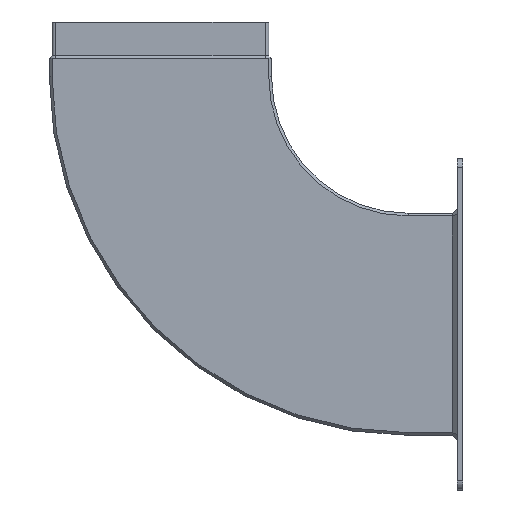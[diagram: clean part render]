
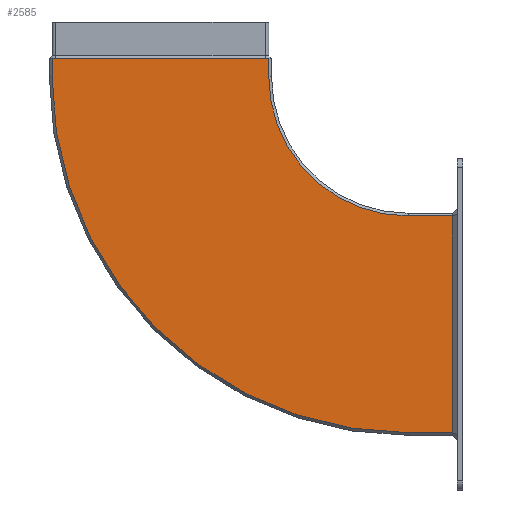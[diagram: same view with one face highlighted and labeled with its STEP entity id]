
A CAD part, left-side view. The second image highlights one B-rep face of the part: STEP entity #2585.
In plain terms, the highlighted face is planar.
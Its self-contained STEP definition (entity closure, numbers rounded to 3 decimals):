
#223=FACE_OUTER_BOUND('',#389,.T.);
#389=EDGE_LOOP('',(#2165,#2166,#2167,#2168,#2169,#2170,#2171,#2172));
#488=CIRCLE('',#2900,391.);
#490=CIRCLE('',#2906,153.);
#700=LINE('',#4235,#986);
#703=LINE('',#4241,#989);
#706=LINE('',#4247,#992);
#710=LINE('',#4259,#996);
#713=LINE('',#4265,#999);
#716=LINE('',#4269,#1002);
#986=VECTOR('',#3489,10.);
#989=VECTOR('',#3494,10.);
#992=VECTOR('',#3499,10.);
#996=VECTOR('',#3511,10.);
#999=VECTOR('',#3516,10.);
#1002=VECTOR('',#3521,10.);
#1221=VERTEX_POINT('',#4226);
#1222=VERTEX_POINT('',#4228);
#1224=VERTEX_POINT('',#4234);
#1226=VERTEX_POINT('',#4240);
#1228=VERTEX_POINT('',#4246);
#1230=VERTEX_POINT('',#4252);
#1232=VERTEX_POINT('',#4258);
#1234=VERTEX_POINT('',#4264);
#1535=EDGE_CURVE('',#1222,#1221,#488,.T.);
#1538=EDGE_CURVE('',#1224,#1222,#700,.T.);
#1541=EDGE_CURVE('',#1226,#1224,#703,.T.);
#1544=EDGE_CURVE('',#1228,#1226,#706,.T.);
#1547=EDGE_CURVE('',#1230,#1228,#490,.T.);
#1550=EDGE_CURVE('',#1232,#1230,#710,.T.);
#1553=EDGE_CURVE('',#1234,#1232,#713,.T.);
#1556=EDGE_CURVE('',#1221,#1234,#716,.T.);
#2165=ORIENTED_EDGE('',*,*,#1556,.T.);
#2166=ORIENTED_EDGE('',*,*,#1553,.T.);
#2167=ORIENTED_EDGE('',*,*,#1550,.T.);
#2168=ORIENTED_EDGE('',*,*,#1547,.T.);
#2169=ORIENTED_EDGE('',*,*,#1544,.T.);
#2170=ORIENTED_EDGE('',*,*,#1541,.T.);
#2171=ORIENTED_EDGE('',*,*,#1538,.T.);
#2172=ORIENTED_EDGE('',*,*,#1535,.T.);
#2443=PLANE('',#2910);
#2585=ADVANCED_FACE('',(#223),#2443,.T.);
#2900=AXIS2_PLACEMENT_3D('',#4229,#3483,#3484);
#2906=AXIS2_PLACEMENT_3D('',#4253,#3505,#3506);
#2910=AXIS2_PLACEMENT_3D('',#4270,#3522,#3523);
#3483=DIRECTION('center_axis',(1.,0.,0.));
#3484=DIRECTION('ref_axis',(0.,0.,-1.));
#3489=DIRECTION('',(0.,-1.,0.));
#3494=DIRECTION('',(0.,0.,1.));
#3499=DIRECTION('',(0.,1.,0.));
#3505=DIRECTION('center_axis',(-1.,0.,0.));
#3506=DIRECTION('ref_axis',(0.,0.,1.));
#3511=DIRECTION('',(0.,0.,1.));
#3516=DIRECTION('',(0.,1.,0.));
#3521=DIRECTION('',(0.,0.,-1.));
#3522=DIRECTION('center_axis',(1.,0.,0.));
#3523=DIRECTION('ref_axis',(0.,0.,-1.));
#4226=CARTESIAN_POINT('',(4.,0.,60.));
#4228=CARTESIAN_POINT('',(4.,391.,451.));
#4229=CARTESIAN_POINT('Origin',(4.,391.,60.));
#4234=CARTESIAN_POINT('',(4.,411.,451.));
#4235=CARTESIAN_POINT('',(4.,391.,451.));
#4240=CARTESIAN_POINT('',(4.,411.,213.));
#4241=CARTESIAN_POINT('',(4.,411.,451.));
#4246=CARTESIAN_POINT('',(4.,391.,213.));
#4247=CARTESIAN_POINT('',(4.,411.,213.));
#4252=CARTESIAN_POINT('',(4.,238.,60.));
#4253=CARTESIAN_POINT('Origin',(4.,391.,60.));
#4258=CARTESIAN_POINT('',(4.,238.,0.));
#4259=CARTESIAN_POINT('',(4.,238.,60.));
#4264=CARTESIAN_POINT('',(4.,0.,0.));
#4265=CARTESIAN_POINT('',(4.,238.,0.));
#4269=CARTESIAN_POINT('',(4.,0.,0.));
#4270=CARTESIAN_POINT('Origin',(4.,215.234,208.763));
